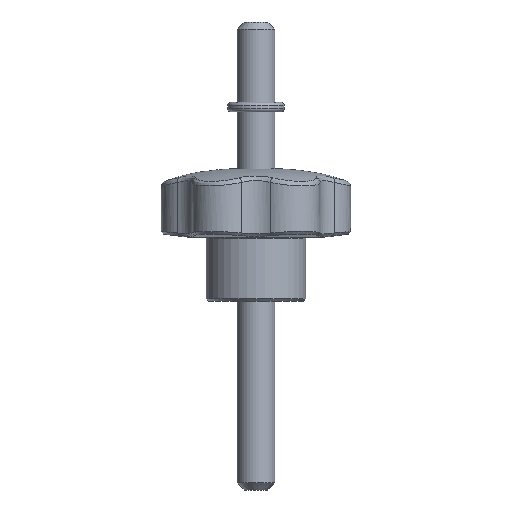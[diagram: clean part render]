
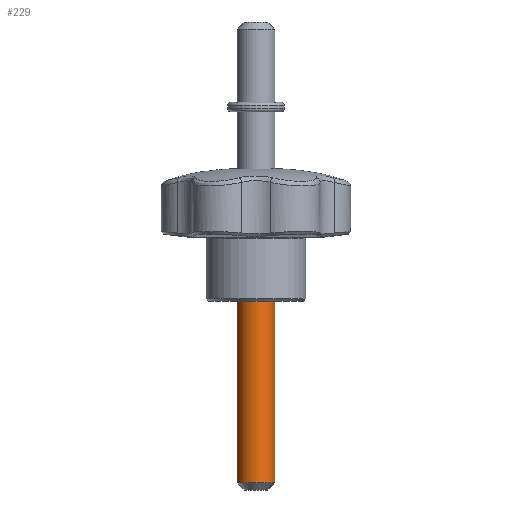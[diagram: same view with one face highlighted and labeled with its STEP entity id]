
A CAD part, front view. The second image highlights one B-rep face of the part: STEP entity #229.
In plain terms, the highlighted cylindrical face has radius 4 mm (diameter 8 mm), a full revolution.
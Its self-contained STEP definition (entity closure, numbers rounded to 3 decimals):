
#229 = ADVANCED_FACE( '', ( #365, #366 ), #367, .T. );
#365 = FACE_OUTER_BOUND( '', #1693, .T. );
#366 = FACE_OUTER_BOUND( '', #1694, .T. );
#367 = CYLINDRICAL_SURFACE( '', #1695, 4. );
#1693 = EDGE_LOOP( '', ( #2006 ) );
#1694 = EDGE_LOOP( '', ( #2007 ) );
#1695 = AXIS2_PLACEMENT_3D( '', #2008, #2009, #2010 );
#2006 = ORIENTED_EDGE( '', *, *, #2127, .F. );
#2007 = ORIENTED_EDGE( '', *, *, #2128, .T. );
#2008 = CARTESIAN_POINT( '', ( 0., 0., 59. ) );
#2009 = DIRECTION( '', ( 0., 0., -1. ) );
#2010 = DIRECTION( '', ( 1., 0., 0. ) );
#2127 = EDGE_CURVE( '', #2298, #2298, #2299, .T. );
#2128 = EDGE_CURVE( '', #2300, #2300, #2301, .T. );
#2298 = VERTEX_POINT( '', #4230 );
#2299 = CIRCLE( '', #4231, 4. );
#2300 = VERTEX_POINT( '', #4232 );
#2301 = CIRCLE( '', #4233, 4. );
#4230 = CARTESIAN_POINT( '', ( 4., 0., 40. ) );
#4231 = AXIS2_PLACEMENT_3D( '', #4350, #4351, #4352 );
#4232 = CARTESIAN_POINT( '', ( 4., 0., 1.5 ) );
#4233 = AXIS2_PLACEMENT_3D( '', #4353, #4354, #4355 );
#4350 = CARTESIAN_POINT( '', ( 0., 0., 40. ) );
#4351 = DIRECTION( '', ( 0., 0., 1. ) );
#4352 = DIRECTION( '', ( 1., 0., 0. ) );
#4353 = CARTESIAN_POINT( '', ( 0., 0., 1.5 ) );
#4354 = DIRECTION( '', ( 0., 0., 1. ) );
#4355 = DIRECTION( '', ( 1., 0., 0. ) );
